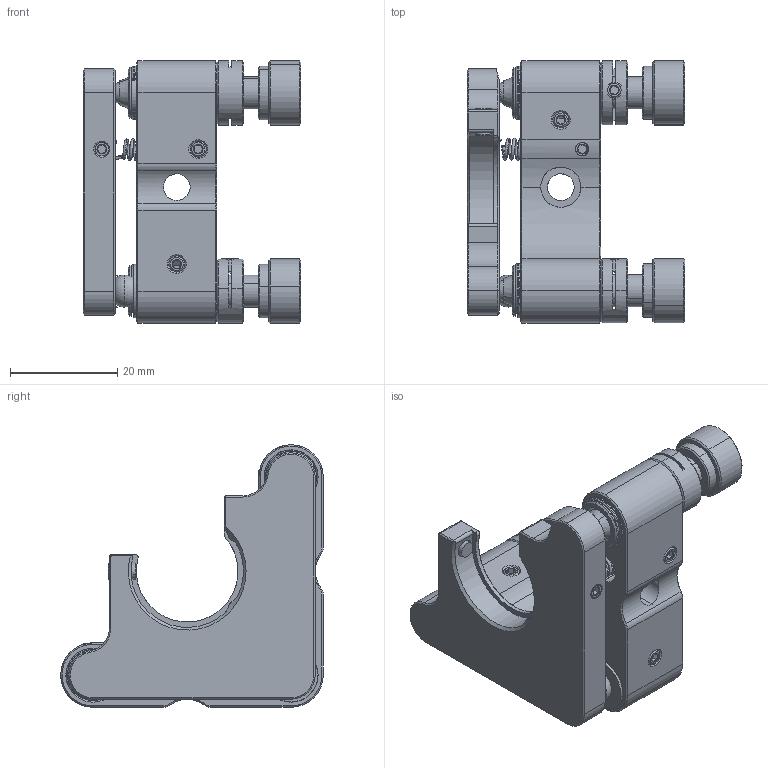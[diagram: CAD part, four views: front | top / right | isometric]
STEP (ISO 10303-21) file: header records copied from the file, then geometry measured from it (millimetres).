
FILE_DESCRIPTION (( 'STEP AP203' ), '1' );
FILE_NAME ('1.1.2.16_ZJK-20-2_光学调整架，开口式，用于φ20mm光学元件，两轴.STEP', '2024-04-06T06:29:35', ( '' ), ( '' ), 'SwSTEP 2.0', 'SolidWorks 2021', '' );
FILE_SCHEMA (( 'CONFIG_CONTROL_DESIGN' ));
Products named in the file (1): 1.1.2.16_ZJK-20-2_光学调整架，开口式，用于φ20mm光学元件，两轴
Bounding box: 40.68 x 49 x 49 mm (x, y, z)
Surface area: 14604.7 mm2 (no closed solid volume)
Topology: 0 solids, 38 shells, 505 faces, 1290 edges, 810 vertices
Faces by surface type: cone 190, plane 157, cylinder 130, sphere 12, bspline 12, torus 4
Entity records: 42250 total; most frequent: CARTESIAN_POINT 30169, DIRECTION 2609, ORIENTED_EDGE 2293, EDGE_CURVE 1263, AXIS2_PLACEMENT_3D 1027, VERTEX_POINT 801, EDGE_LOOP 572, LINE 555
